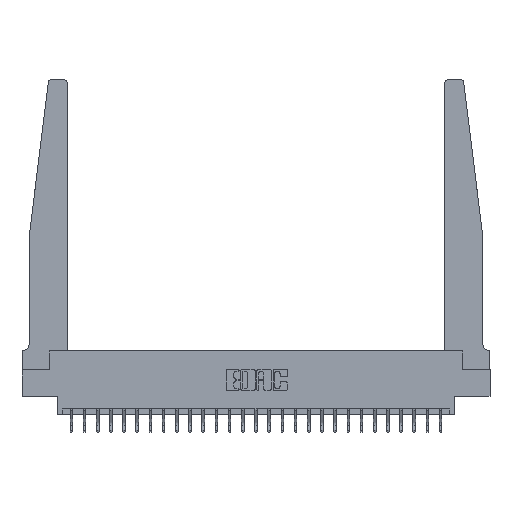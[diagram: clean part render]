
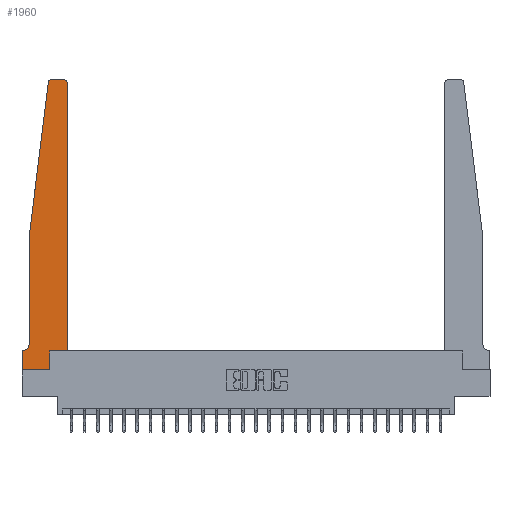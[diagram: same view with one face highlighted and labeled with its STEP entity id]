
A CAD part, top view. The second image highlights one B-rep face of the part: STEP entity #1960.
In plain terms, the highlighted planar face has unit normal (0, 0, 1).
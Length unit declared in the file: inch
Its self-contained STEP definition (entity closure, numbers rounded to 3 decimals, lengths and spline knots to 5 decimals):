
#405 = ORIENTED_EDGE ( 'NONE', *, *, #1029, .T. ) ;
#429 = VERTEX_POINT ( 'NONE', #22354 ) ;
#1029 = EDGE_CURVE ( 'NONE', #24644, #11533, #6490, .T. ) ;
#1335 = DIRECTION ( 'NONE',  ( 1., 0., 0. ) ) ;
#1394 = VERTEX_POINT ( 'NONE', #25168 ) ;
#1781 = AXIS2_PLACEMENT_3D ( 'NONE', #2387, #16394, #4417 ) ;
#1960 = ADVANCED_FACE ( 'NONE', ( #23004 ), #17237, .T. ) ;
#2126 = DIRECTION ( 'NONE',  ( 0., -1., 0. ) ) ;
#2387 = CARTESIAN_POINT ( 'NONE',  ( 0.015, 0.2375, 0.37 ) ) ;
#2433 = DIRECTION ( 'NONE',  ( 0., -1., 0. ) ) ;
#2489 = DIRECTION ( 'NONE',  ( 0., 1., 0. ) ) ;
#3541 = CARTESIAN_POINT ( 'NONE',  ( 0.27653, 2.75, 0.37 ) ) ;
#4308 = EDGE_CURVE ( 'NONE', #21096, #1394, #17922, .T. ) ;
#4417 = DIRECTION ( 'NONE',  ( -1., 0., 0. ) ) ;
#4431 = CARTESIAN_POINT ( 'NONE',  ( 0.2605, 0.18, 0.37 ) ) ;
#4807 = CARTESIAN_POINT ( 'NONE',  ( 0.065, 0.2375, 0.37 ) ) ;
#5048 = CARTESIAN_POINT ( 'NONE',  ( 0.065, 0.1875, 0.37 ) ) ;
#5548 = CIRCLE ( 'NONE', #1781, 0.05 ) ;
#5589 = DIRECTION ( 'NONE',  ( 0., 0., 1. ) ) ;
#5664 = VERTEX_POINT ( 'NONE', #19234 ) ;
#5718 = DIRECTION ( 'NONE',  ( -0.122, -0.992, 0. ) ) ;
#5995 = CARTESIAN_POINT ( 'NONE',  ( 0.015, 0.1875, 0.37 ) ) ;
#6200 = CIRCLE ( 'NONE', #16012, 0.03 ) ;
#6490 = LINE ( 'NONE', #14107, #23053 ) ;
#6622 = DIRECTION ( 'NONE',  ( -1., 0., 0. ) ) ;
#6719 = VERTEX_POINT ( 'NONE', #11503 ) ;
#7160 = DIRECTION ( 'NONE',  ( 1., 0., 0. ) ) ;
#7309 = VECTOR ( 'NONE', #5718, 39.37008 ) ;
#7971 = ORIENTED_EDGE ( 'NONE', *, *, #10959, .T. ) ;
#8054 = LINE ( 'NONE', #20607, #23974 ) ;
#8427 = ORIENTED_EDGE ( 'NONE', *, *, #15014, .T. ) ;
#8578 = CARTESIAN_POINT ( 'NONE',  ( 0.27653, 2.72, 0.37 ) ) ;
#8714 = CARTESIAN_POINT ( 'NONE',  ( 0.2605, 0.18, 0.37 ) ) ;
#8749 = EDGE_CURVE ( 'NONE', #11533, #21096, #5548, .T. ) ;
#9042 = DIRECTION ( 'NONE',  ( 0., 1., 0. ) ) ;
#9718 = VECTOR ( 'NONE', #7160, 39.37008 ) ;
#10352 = LINE ( 'NONE', #15276, #9718 ) ;
#10466 = ORIENTED_EDGE ( 'NONE', *, *, #21964, .T. ) ;
#10558 = EDGE_LOOP ( 'NONE', ( #13839, #10466, #23237, #405, #20929, #22282, #7971, #18905, #14286, #8427, #24163, #19441 ) ) ;
#10570 = DIRECTION ( 'NONE',  ( 1., 0., 0. ) ) ;
#10761 = VECTOR ( 'NONE', #2433, 39.37008 ) ;
#10959 = EDGE_CURVE ( 'NONE', #1394, #6719, #16099, .T. ) ;
#11278 = CARTESIAN_POINT ( 'NONE',  ( 0., 0.1875, 0.37 ) ) ;
#11503 = CARTESIAN_POINT ( 'NONE',  ( 0., 0., 0.37 ) ) ;
#11533 = VERTEX_POINT ( 'NONE', #4807 ) ;
#11815 = VERTEX_POINT ( 'NONE', #3541 ) ;
#11925 = EDGE_CURVE ( 'NONE', #14388, #24644, #11970, .T. ) ;
#11963 = VECTOR ( 'NONE', #14992, 39.37008 ) ;
#11970 = LINE ( 'NONE', #17685, #7309 ) ;
#13260 = DIRECTION ( 'NONE',  ( 0., 0., 1. ) ) ;
#13839 = ORIENTED_EDGE ( 'NONE', *, *, #18343, .T. ) ;
#13986 = VECTOR ( 'NONE', #2489, 39.37008 ) ;
#14107 = CARTESIAN_POINT ( 'NONE',  ( 0.065, 1.25, 0.37 ) ) ;
#14286 = ORIENTED_EDGE ( 'NONE', *, *, #18305, .T. ) ;
#14388 = VERTEX_POINT ( 'NONE', #22364 ) ;
#14992 = DIRECTION ( 'NONE',  ( -1., 0., 0. ) ) ;
#15014 = EDGE_CURVE ( 'NONE', #22623, #25129, #23189, .T. ) ;
#15276 = CARTESIAN_POINT ( 'NONE',  ( 0., 0., 0.37 ) ) ;
#15852 = CARTESIAN_POINT ( 'NONE',  ( 0.425, 2.72, 0.37 ) ) ;
#16012 = AXIS2_PLACEMENT_3D ( 'NONE', #17564, #5589, #19574 ) ;
#16099 = LINE ( 'NONE', #16440, #10761 ) ;
#16394 = DIRECTION ( 'NONE',  ( 0., 0., -1. ) ) ;
#16440 = CARTESIAN_POINT ( 'NONE',  ( 0., 0., 0.37 ) ) ;
#16452 = VERTEX_POINT ( 'NONE', #15852 ) ;
#17237 = PLANE ( 'NONE',  #24687 ) ;
#17564 = CARTESIAN_POINT ( 'NONE',  ( 0.395, 2.72, 0.37 ) ) ;
#17685 = CARTESIAN_POINT ( 'NONE',  ( 0.065, 1.25, 0.37 ) ) ;
#17879 = VECTOR ( 'NONE', #23254, 39.37008 ) ;
#17922 = LINE ( 'NONE', #5048, #11963 ) ;
#17986 = EDGE_CURVE ( 'NONE', #16452, #5664, #6200, .T. ) ;
#18305 = EDGE_CURVE ( 'NONE', #429, #22623, #19326, .T. ) ;
#18343 = EDGE_CURVE ( 'NONE', #5664, #11815, #8054, .T. ) ;
#18585 = AXIS2_PLACEMENT_3D ( 'NONE', #8578, #22570, #10570 ) ;
#18741 = VECTOR ( 'NONE', #9042, 39.37008 ) ;
#18905 = ORIENTED_EDGE ( 'NONE', *, *, #20832, .T. ) ;
#19234 = CARTESIAN_POINT ( 'NONE',  ( 0.395, 2.75, 0.37 ) ) ;
#19326 = LINE ( 'NONE', #4431, #13986 ) ;
#19441 = ORIENTED_EDGE ( 'NONE', *, *, #17986, .T. ) ;
#19574 = DIRECTION ( 'NONE',  ( 1., 0., 0. ) ) ;
#20607 = CARTESIAN_POINT ( 'NONE',  ( 0.25, 2.75, 0.37 ) ) ;
#20832 = EDGE_CURVE ( 'NONE', #6719, #429, #10352, .T. ) ;
#20929 = ORIENTED_EDGE ( 'NONE', *, *, #8749, .T. ) ;
#21036 = CARTESIAN_POINT ( 'NONE',  ( 0.425, 0.18, 0.37 ) ) ;
#21082 = CARTESIAN_POINT ( 'NONE',  ( 0.065, 1.25, 0.37 ) ) ;
#21096 = VERTEX_POINT ( 'NONE', #5995 ) ;
#21265 = CIRCLE ( 'NONE', #18585, 0.03 ) ;
#21266 = CARTESIAN_POINT ( 'NONE',  ( 0.425, 0.18, 0.37 ) ) ;
#21964 = EDGE_CURVE ( 'NONE', #11815, #14388, #21265, .T. ) ;
#22282 = ORIENTED_EDGE ( 'NONE', *, *, #4308, .T. ) ;
#22354 = CARTESIAN_POINT ( 'NONE',  ( 0.2605, 0., 0.37 ) ) ;
#22364 = CARTESIAN_POINT ( 'NONE',  ( 0.24675, 2.72367, 0.37 ) ) ;
#22436 = CARTESIAN_POINT ( 'NONE',  ( 0.425, 0.18, 0.37 ) ) ;
#22570 = DIRECTION ( 'NONE',  ( 0., 0., 1. ) ) ;
#22623 = VERTEX_POINT ( 'NONE', #8714 ) ;
#23004 = FACE_OUTER_BOUND ( 'NONE', #10558, .T. ) ;
#23053 = VECTOR ( 'NONE', #2126, 39.37008 ) ;
#23189 = LINE ( 'NONE', #21266, #17879 ) ;
#23237 = ORIENTED_EDGE ( 'NONE', *, *, #11925, .T. ) ;
#23254 = DIRECTION ( 'NONE',  ( 1., 0., 0. ) ) ;
#23289 = EDGE_CURVE ( 'NONE', #25129, #16452, #23401, .T. ) ;
#23401 = LINE ( 'NONE', #21036, #18741 ) ;
#23974 = VECTOR ( 'NONE', #6622, 39.37008 ) ;
#24163 = ORIENTED_EDGE ( 'NONE', *, *, #23289, .T. ) ;
#24644 = VERTEX_POINT ( 'NONE', #21082 ) ;
#24687 = AXIS2_PLACEMENT_3D ( 'NONE', #11278, #13260, #1335 ) ;
#25129 = VERTEX_POINT ( 'NONE', #22436 ) ;
#25168 = CARTESIAN_POINT ( 'NONE',  ( 0., 0.1875, 0.37 ) ) ;
